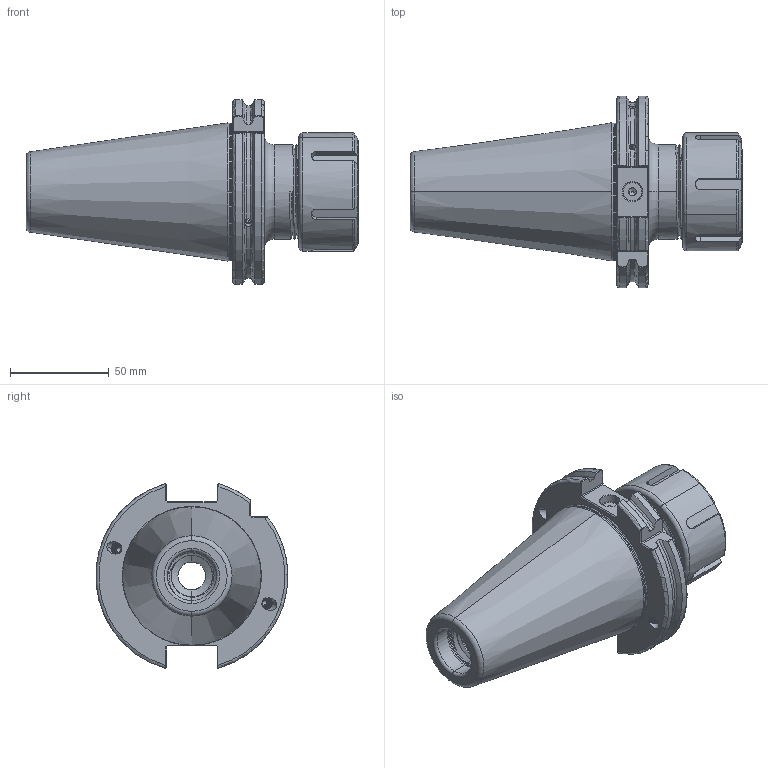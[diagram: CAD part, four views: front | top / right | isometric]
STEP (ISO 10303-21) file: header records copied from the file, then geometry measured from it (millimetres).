
FILE_DESCRIPTION (( 'STEP AP203' ), '1' );
FILE_NAME ('503.01.25.STEP', '2016-07-16T01:04:17', ( '' ), ( '' ), 'SwSTEP 2.0', 'SolidWorks 2012', '' );
FILE_SCHEMA (( 'CONFIG_CONTROL_DESIGN' ));
Length unit declared in the file: millimetre
Products named in the file (7): OZ25Y1; 503.01.25; OZ25001PD; OZ25002PD; OZ螺帽螺絲 M5; OZ25#200 3.96MM鋼珠
Assembly tree (40 placements, depth 3):
  503.01.25
    503.01.25
    OZ25Y1
      OZ25001PD
      OZ25002PD
      OZ螺帽螺絲 M5
      OZ25#200 3.96MM鋼珠  x35
Bounding box: 168.45 x 97.33 x 93.81 mm (x, y, z)
Volume: 391992 mm3; surface area: 80389.2 mm2
Topology: 39 solids, 39 shells, 562 faces, 1571 edges, 1007 vertices
Faces by surface type: cylinder 201, plane 95, cone 71, sphere 70, torus 68, bspline 57
Entity records: 41242 total; most frequent: CARTESIAN_POINT 28623, ORIENTED_EDGE 2632, DIRECTION 1952, EDGE_CURVE 1316, VERTEX_POINT 834, AXIS2_PLACEMENT_3D 781, EDGE_LOOP 512, FACE_OUTER_BOUND 494
